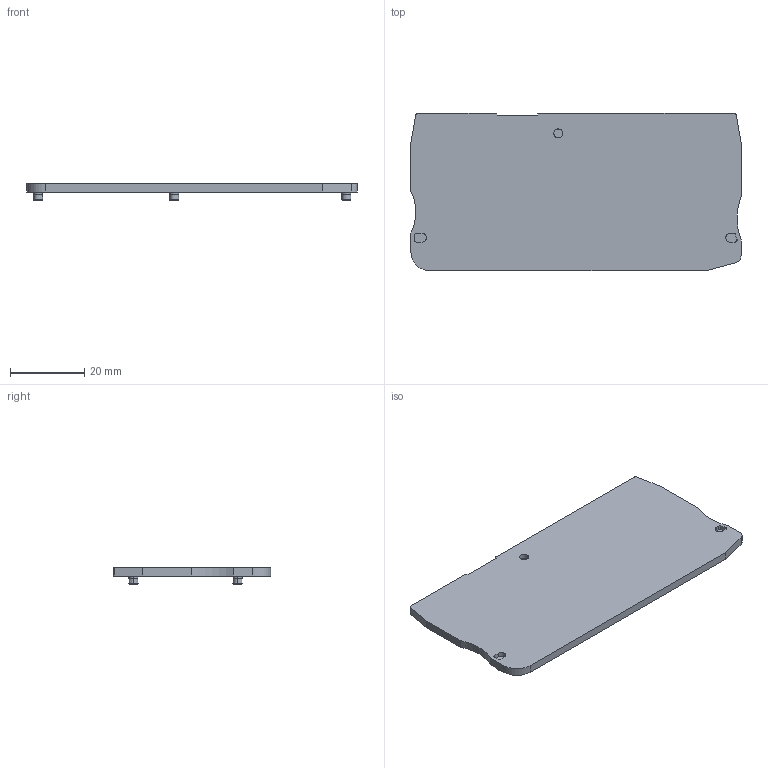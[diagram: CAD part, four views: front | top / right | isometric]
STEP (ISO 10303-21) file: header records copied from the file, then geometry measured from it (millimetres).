
FILE_DESCRIPTION((''),'2;1');
FILE_NAME('8YB750309','2022-05-24T',('Administrator'),(''),'PRO/ENGINEER BY PARAMETRIC TECHNOLOGY CORPORATION, 2013230','PRO/ENGINEER BY PARAMETRIC TECHNOLOGY CORPORATION, 2013230','');
FILE_SCHEMA(('CONFIG_CONTROL_DESIGN'));
Length unit declared in the file: millimetre
Products named in the file (1): 8YB750309
Bounding box: 89 x 42.4 x 4.4 mm (x, y, z)
Volume: 8195.3 mm3; surface area: 8087 mm2
Topology: 1 solids, 1 shells, 61 faces, 147 edges, 94 vertices
Faces by surface type: plane 26, cylinder 23, cone 6, torus 6
Entity records: 1846 total; most frequent: DIRECTION 333, CARTESIAN_POINT 302, ORIENTED_EDGE 294, EDGE_CURVE 147, AXIS2_PLACEMENT_3D 125, VERTEX_POINT 94, VECTOR 83, LINE 83
